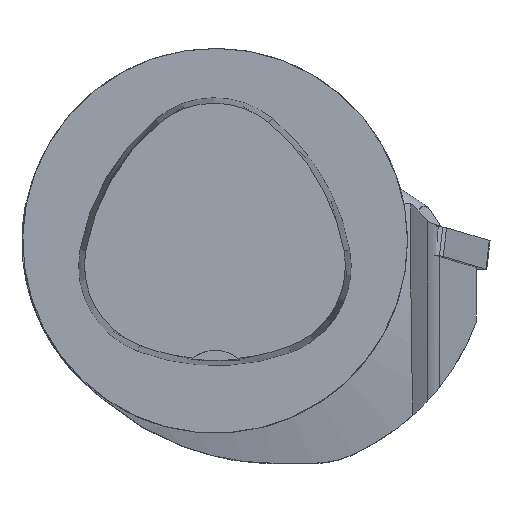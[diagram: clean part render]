
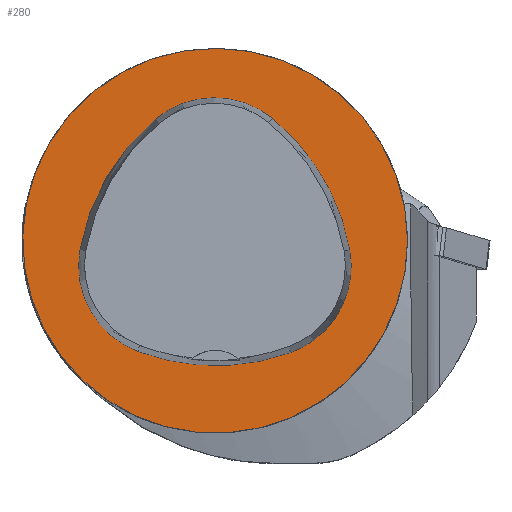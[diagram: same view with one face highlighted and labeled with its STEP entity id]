
A CAD part, top view. The second image highlights one B-rep face of the part: STEP entity #280.
In plain terms, the highlighted planar face has unit normal (0, 0, 1).
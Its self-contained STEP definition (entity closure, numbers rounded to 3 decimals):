
#280=ADVANCED_FACE('',(#686,#687),#355,.T.);
#355=PLANE('',#1884);
#686=FACE_BOUND('',#731,.T.);
#687=FACE_BOUND('',#732,.T.);
#731=EDGE_LOOP('',(#995,#996,#997,#998,#999,#1000));
#732=EDGE_LOOP('',(#1001));
#995=ORIENTED_EDGE('',*,*,#1564,.F.);
#996=ORIENTED_EDGE('',*,*,#1559,.F.);
#997=ORIENTED_EDGE('',*,*,#1554,.F.);
#998=ORIENTED_EDGE('',*,*,#1551,.F.);
#999=ORIENTED_EDGE('',*,*,#1548,.F.);
#1000=ORIENTED_EDGE('',*,*,#1544,.F.);
#1001=ORIENTED_EDGE('',*,*,#1534,.T.);
#1353=VERTEX_POINT('',#2799);
#1362=VERTEX_POINT('',#2819);
#1363=VERTEX_POINT('',#2820);
#1366=VERTEX_POINT('',#2828);
#1368=VERTEX_POINT('',#2834);
#1370=VERTEX_POINT('',#2840);
#1374=VERTEX_POINT('',#2853);
#1534=EDGE_CURVE('',#1353,#1353,#1684,.T.);
#1544=EDGE_CURVE('',#1362,#1363,#1685,.T.);
#1548=EDGE_CURVE('',#1363,#1366,#1687,.T.);
#1551=EDGE_CURVE('',#1366,#1368,#1689,.T.);
#1554=EDGE_CURVE('',#1368,#1370,#1691,.T.);
#1559=EDGE_CURVE('',#1370,#1374,#1694,.T.);
#1564=EDGE_CURVE('',#1374,#1362,#1697,.T.);
#1684=CIRCLE('',#1855,31.5);
#1685=CIRCLE('',#1862,36.);
#1687=CIRCLE('',#1865,15.);
#1689=CIRCLE('',#1868,36.);
#1691=CIRCLE('',#1871,15.);
#1694=CIRCLE('',#1875,36.);
#1697=CIRCLE('',#1879,15.);
#1855=AXIS2_PLACEMENT_3D('',#2798,#2158,#2159);
#1862=AXIS2_PLACEMENT_3D('',#2818,#2176,#2177);
#1865=AXIS2_PLACEMENT_3D('',#2827,#2184,#2185);
#1868=AXIS2_PLACEMENT_3D('',#2833,#2191,#2192);
#1871=AXIS2_PLACEMENT_3D('',#2839,#2198,#2199);
#1875=AXIS2_PLACEMENT_3D('',#2852,#2207,#2208);
#1879=AXIS2_PLACEMENT_3D('',#2865,#2216,#2217);
#1884=AXIS2_PLACEMENT_3D('',#2870,#2226,#2227);
#2158=DIRECTION('',(0.,0.,1.));
#2159=DIRECTION('',(1.,0.,0.));
#2176=DIRECTION('',(0.,0.,1.));
#2177=DIRECTION('',(1.,0.,0.));
#2184=DIRECTION('',(0.,0.,1.));
#2185=DIRECTION('',(1.,0.,0.));
#2191=DIRECTION('',(0.,0.,1.));
#2192=DIRECTION('',(1.,0.,0.));
#2198=DIRECTION('',(0.,0.,1.));
#2199=DIRECTION('',(1.,0.,0.));
#2207=DIRECTION('',(0.,0.,1.));
#2208=DIRECTION('',(1.,0.,0.));
#2216=DIRECTION('',(0.,0.,1.));
#2217=DIRECTION('',(1.,0.,0.));
#2226=DIRECTION('',(0.,0.,1.));
#2227=DIRECTION('',(-1.,0.,0.));
#2798=CARTESIAN_POINT('',(0.,0.,0.));
#2799=CARTESIAN_POINT('',(31.5,0.,0.));
#2818=CARTESIAN_POINT('',(-13.398,-7.893,0.));
#2819=CARTESIAN_POINT('',(22.041,-1.562,0.));
#2820=CARTESIAN_POINT('',(9.317,20.036,0.));
#2827=CARTESIAN_POINT('',(-0.148,8.399,0.));
#2828=CARTESIAN_POINT('',(-9.779,19.898,0.));
#2833=CARTESIAN_POINT('',(13.337,-7.7,0.));
#2834=CARTESIAN_POINT('',(-22.122,-1.48,0.));
#2839=CARTESIAN_POINT('',(-7.347,-4.071,0.));
#2840=CARTESIAN_POINT('',(-12.693,-18.087,0.));
#2852=CARTESIAN_POINT('',(0.137,15.55,0.));
#2853=CARTESIAN_POINT('',(12.373,-18.307,0.));
#2865=CARTESIAN_POINT('',(7.275,-4.2,0.));
#2870=CARTESIAN_POINT('',(0.,0.,0.));
